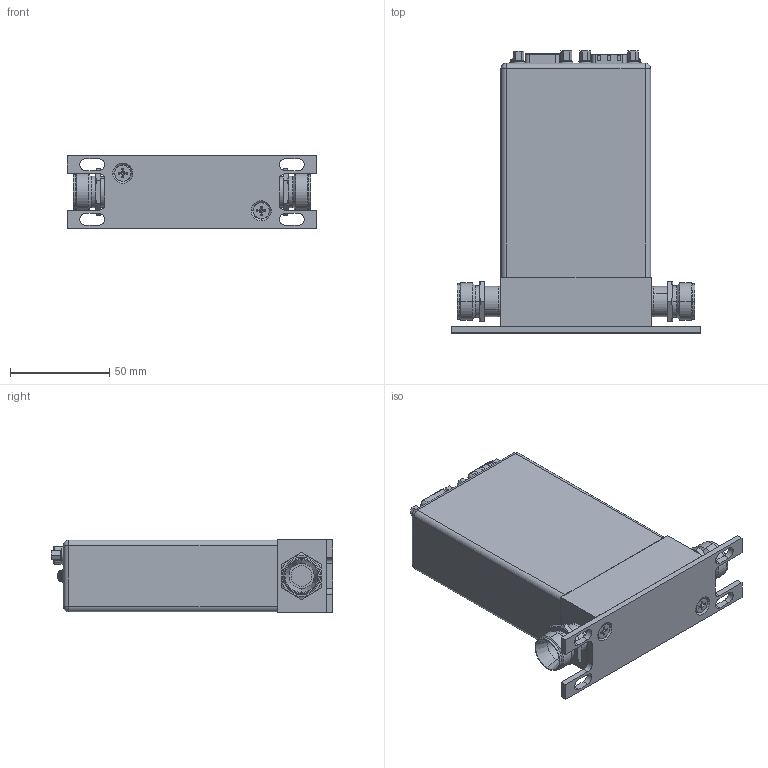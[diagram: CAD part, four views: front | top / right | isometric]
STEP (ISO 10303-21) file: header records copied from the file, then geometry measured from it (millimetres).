
FILE_DESCRIPTION((''),'2;1');
FILE_NAME('ASM0004_ASM','2014-09-25T',('cockrofm'),(''),'PRO/ENGINEER BY PARAMETRIC TECHNOLOGY CORPORATION, 2011490','PRO/ENGINEER BY PARAMETRIC TECHNOLOGY CORPORATION, 2011490','');
FILE_SCHEMA(('CONFIG_CONTROL_DESIGN'));
Length unit declared in the file: inch
Products named in the file (15): PRT0018; PRT0019; PRT0020; PRT0021; ASM0006_ASM; PRT0022; PRT0023; PRT0024; PRT0025; PRT0026; PRT0027; PRT0028; PRT0029; ASM0005_ASM; ASM0004_ASM
Assembly tree (23 placements, depth 4):
  ASM0004_ASM
    ASM0005_ASM
      ASM0006_ASM
        PRT0018
        PRT0019
        PRT0020  x2
        PRT0021  x2
      PRT0022
      PRT0023
      PRT0024
      PRT0025  x4
      PRT0026  x4
      PRT0027  x2
      PRT0028
      PRT0029
Bounding box: 125.98 x 142.34 x 36.83 mm (x, y, z)
Volume: 118148.6 mm3; surface area: 90742.8 mm2
Topology: 21 solids, 27 shells, 1325 faces, 3138 edges, 1969 vertices
Faces by surface type: cylinder 529, plane 524, extrusion 88, cone 84, torus 72, sphere 18, bspline 10
Entity records: 33382 total; most frequent: CARTESIAN_POINT 8249, DIRECTION 5349, ORIENTED_EDGE 4938, EDGE_CURVE 2481, AXIS2_PLACEMENT_3D 2009, VERTEX_POINT 1615, VECTOR 1331, LINE 1263
